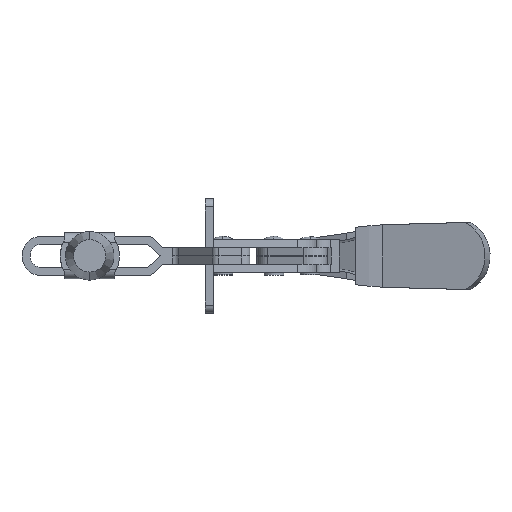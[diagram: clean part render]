
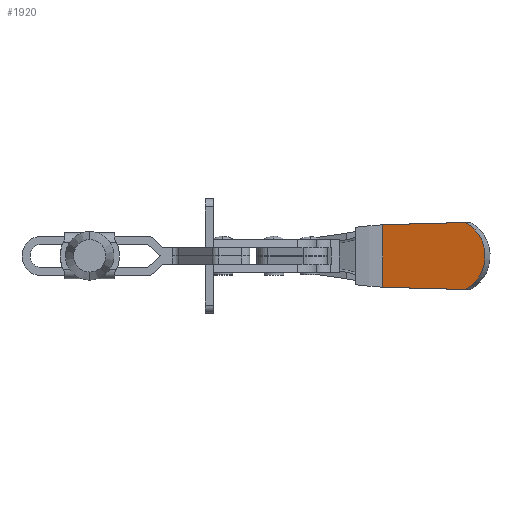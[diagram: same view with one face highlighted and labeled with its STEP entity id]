
A CAD part, front view. The second image highlights one B-rep face of the part: STEP entity #1920.
In plain terms, the highlighted planar face has unit normal (-0.238, -0.971, 0).
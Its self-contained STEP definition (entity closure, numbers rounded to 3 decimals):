
#195 = EDGE_CURVE ( 'NONE', #10938, #11627, #5466, .T. ) ;
#286 = DIRECTION ( 'NONE',  ( 0.238, 0.971, 0. ) ) ;
#529 =( BOUNDED_CURVE ( )  B_SPLINE_CURVE ( 3, ( #10215, #9303, #10406, #1462 ),
 .UNSPECIFIED., .F., .F. ) 
 B_SPLINE_CURVE_WITH_KNOTS ( ( 4, 4 ),
 ( 4.638, 4.732 ),
 .UNSPECIFIED. ) 
 CURVE ( )  GEOMETRIC_REPRESENTATION_ITEM ( )  RATIONAL_B_SPLINE_CURVE ( ( 1., 0.999, 0.999, 1. ) ) 
 REPRESENTATION_ITEM ( '' )  );
#1377 = FACE_OUTER_BOUND ( 'NONE', #7859, .T. ) ;
#1462 = CARTESIAN_POINT ( 'NONE',  ( 96.334, 14.294, 12.43 ) ) ;
#1884 = CARTESIAN_POINT ( 'NONE',  ( 96.334, 14.294, 12.43 ) ) ;
#1920 = ADVANCED_FACE ( 'NONE', ( #1377 ), #4601, .F. ) ;
#3239 = VERTEX_POINT ( 'NONE', #1884 ) ;
#3363 = CARTESIAN_POINT ( 'NONE',  ( 96.334, 14.294, -12.438 ) ) ;
#3370 = EDGE_CURVE ( 'NONE', #10938, #3239, #529, .T. ) ;
#3454 = CARTESIAN_POINT ( 'NONE',  ( 65.586, 21.815, 19.996 ) ) ;
#4213 = CARTESIAN_POINT ( 'NONE',  ( 65.586, 21.815, 11.565 ) ) ;
#4237 = CARTESIAN_POINT ( 'NONE',  ( 96.334, 14.294, -12.438 ) ) ;
#4253 = CARTESIAN_POINT ( 'NONE',  ( 86.075, 16.803, -12.648 ) ) ;
#4543 = ORIENTED_EDGE ( 'NONE', *, *, #195, .T. ) ;
#4601 = PLANE ( 'NONE',  #5613 ) ;
#5164 = CARTESIAN_POINT ( 'NONE',  ( 75.818, 19.312, -12.359 ) ) ;
#5415 = VERTEX_POINT ( 'NONE', #9534 ) ;
#5466 = LINE ( 'NONE', #6161, #7582 ) ;
#5579 = CARTESIAN_POINT ( 'NONE',  ( 65.586, 21.815, -11.574 ) ) ;
#5613 = AXIS2_PLACEMENT_3D ( 'NONE', #3454, #286, #6909 ) ;
#6161 = CARTESIAN_POINT ( 'NONE',  ( 65.586, 21.815, 19.996 ) ) ;
#6909 = DIRECTION ( 'NONE',  ( -0.971, 0.238, 0. ) ) ;
#7141 = EDGE_CURVE ( 'NONE', #5415, #11627, #11537, .T. ) ;
#7582 = VECTOR ( 'NONE', #11394, 1000. ) ;
#7829 = CARTESIAN_POINT ( 'NONE',  ( 96.334, 14.294, 12.43 ) ) ;
#7859 = EDGE_LOOP ( 'NONE', ( #10691, #4543, #10864, #9816 ) ) ;
#8287 =( BOUNDED_CURVE ( )  B_SPLINE_CURVE ( 3, ( #7829, #8755, #9674, #4237 ),
 .UNSPECIFIED., .F., .F. ) 
 B_SPLINE_CURVE_WITH_KNOTS ( ( 4, 4 ),
 ( 5.203, 7.363 ),
 .UNSPECIFIED. ) 
 CURVE ( )  GEOMETRIC_REPRESENTATION_ITEM ( )  RATIONAL_B_SPLINE_CURVE ( ( 1., 0.648, 0.648, 1. ) ) 
 REPRESENTATION_ITEM ( '' )  );
#8755 = CARTESIAN_POINT ( 'NONE',  ( 107.327, 11.605, 6.395 ) ) ;
#9303 = CARTESIAN_POINT ( 'NONE',  ( 75.818, 19.312, 12.351 ) ) ;
#9534 = CARTESIAN_POINT ( 'NONE',  ( 96.334, 14.294, -12.438 ) ) ;
#9674 = CARTESIAN_POINT ( 'NONE',  ( 107.327, 11.605, -6.403 ) ) ;
#9743 = EDGE_CURVE ( 'NONE', #3239, #5415, #8287, .T. ) ;
#9816 = ORIENTED_EDGE ( 'NONE', *, *, #9743, .F. ) ;
#10215 = CARTESIAN_POINT ( 'NONE',  ( 65.586, 21.815, 11.565 ) ) ;
#10406 = CARTESIAN_POINT ( 'NONE',  ( 86.075, 16.803, 12.639 ) ) ;
#10691 = ORIENTED_EDGE ( 'NONE', *, *, #3370, .F. ) ;
#10864 = ORIENTED_EDGE ( 'NONE', *, *, #7141, .F. ) ;
#10938 = VERTEX_POINT ( 'NONE', #4213 ) ;
#11394 = DIRECTION ( 'NONE',  ( 0., 0., -1. ) ) ;
#11491 = CARTESIAN_POINT ( 'NONE',  ( 65.586, 21.815, -11.574 ) ) ;
#11537 =( BOUNDED_CURVE ( )  B_SPLINE_CURVE ( 3, ( #3363, #4253, #5164, #11491 ),
 .UNSPECIFIED., .F., .T. ) 
 B_SPLINE_CURVE_WITH_KNOTS ( ( 4, 4 ),
 ( 1.551, 1.645 ),
 .UNSPECIFIED. ) 
 CURVE ( )  GEOMETRIC_REPRESENTATION_ITEM ( )  RATIONAL_B_SPLINE_CURVE ( ( 1., 0.999, 0.999, 1. ) ) 
 REPRESENTATION_ITEM ( '' )  );
#11627 = VERTEX_POINT ( 'NONE', #5579 ) ;
